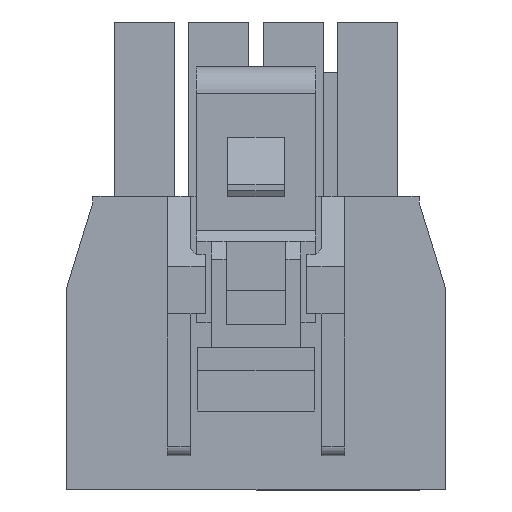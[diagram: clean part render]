
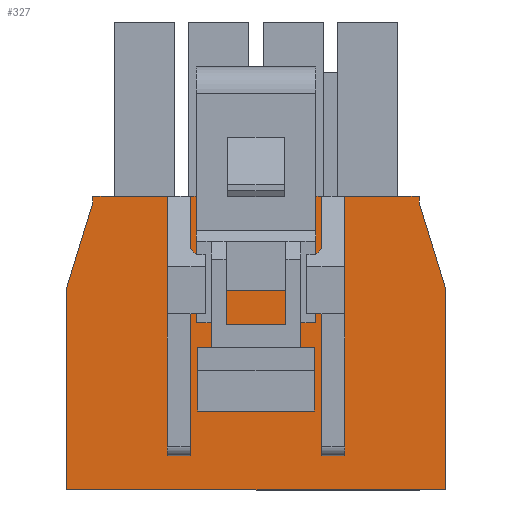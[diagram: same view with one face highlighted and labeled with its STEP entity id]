
A CAD part, front view. The second image highlights one B-rep face of the part: STEP entity #327.
In plain terms, the highlighted planar face has unit normal (0, -1, 0).
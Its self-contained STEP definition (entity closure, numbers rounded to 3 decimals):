
#86=FACE_OUTER_BOUND('',#834,.T.);
#327=ADVANCED_FACE('',(#86),#572,.T.);
#572=PLANE('',#4826);
#834=EDGE_LOOP('',(#1335,#1336,#1337,#1338,#1339,#1340,#1341,#1342,#1343,
#1344,#1345,#1346,#1347,#1348,#1349,#1350,#1351,#1352,#1353,#1354));
#1335=ORIENTED_EDGE('',*,*,#3025,.T.);
#1336=ORIENTED_EDGE('',*,*,#3050,.F.);
#1337=ORIENTED_EDGE('',*,*,#2827,.T.);
#1338=ORIENTED_EDGE('',*,*,#2951,.F.);
#1339=ORIENTED_EDGE('',*,*,#3051,.T.);
#1340=ORIENTED_EDGE('',*,*,#2953,.T.);
#1341=ORIENTED_EDGE('',*,*,#2839,.T.);
#1342=ORIENTED_EDGE('',*,*,#3052,.T.);
#1343=ORIENTED_EDGE('',*,*,#3023,.T.);
#1344=ORIENTED_EDGE('',*,*,#3053,.T.);
#1345=ORIENTED_EDGE('',*,*,#2835,.T.);
#1346=ORIENTED_EDGE('',*,*,#3054,.F.);
#1347=ORIENTED_EDGE('',*,*,#2873,.F.);
#1348=ORIENTED_EDGE('',*,*,#2864,.T.);
#1349=ORIENTED_EDGE('',*,*,#2905,.T.);
#1350=ORIENTED_EDGE('',*,*,#2881,.T.);
#1351=ORIENTED_EDGE('',*,*,#3055,.F.);
#1352=ORIENTED_EDGE('',*,*,#3056,.F.);
#1353=ORIENTED_EDGE('',*,*,#2831,.T.);
#1354=ORIENTED_EDGE('',*,*,#3057,.F.);
#2397=VERTEX_POINT('',#6246);
#2398=VERTEX_POINT('',#6248);
#2401=VERTEX_POINT('',#6254);
#2402=VERTEX_POINT('',#6256);
#2405=VERTEX_POINT('',#6262);
#2406=VERTEX_POINT('',#6264);
#2409=VERTEX_POINT('',#6270);
#2410=VERTEX_POINT('',#6272);
#2432=VERTEX_POINT('',#6321);
#2433=VERTEX_POINT('',#6323);
#2441=VERTEX_POINT('',#6342);
#2448=VERTEX_POINT('',#6357);
#2449=VERTEX_POINT('',#6359);
#2512=VERTEX_POINT('',#6496);
#2513=VERTEX_POINT('',#6501);
#2563=VERTEX_POINT('',#6632);
#2565=VERTEX_POINT('',#6636);
#2566=VERTEX_POINT('',#6640);
#2568=VERTEX_POINT('',#6643);
#2585=VERTEX_POINT('',#6696);
#2827=EDGE_CURVE('',#2398,#2397,#3493,.T.);
#2831=EDGE_CURVE('',#2402,#2401,#3497,.T.);
#2835=EDGE_CURVE('',#2406,#2405,#3501,.T.);
#2839=EDGE_CURVE('',#2410,#2409,#3505,.T.);
#2864=EDGE_CURVE('',#2433,#2432,#3530,.T.);
#2873=EDGE_CURVE('',#2433,#2441,#3539,.T.);
#2881=EDGE_CURVE('',#2449,#2448,#3547,.T.);
#2905=EDGE_CURVE('',#2432,#2449,#3571,.T.);
#2951=EDGE_CURVE('',#2512,#2397,#3614,.T.);
#2953=EDGE_CURVE('',#2513,#2410,#3616,.T.);
#3023=EDGE_CURVE('',#2563,#2565,#3683,.T.);
#3025=EDGE_CURVE('',#2568,#2566,#3685,.T.);
#3050=EDGE_CURVE('',#2398,#2566,#3708,.T.);
#3051=EDGE_CURVE('',#2512,#2513,#3709,.T.);
#3052=EDGE_CURVE('',#2409,#2563,#3710,.T.);
#3053=EDGE_CURVE('',#2565,#2406,#3711,.T.);
#3054=EDGE_CURVE('',#2441,#2405,#3712,.T.);
#3055=EDGE_CURVE('',#2585,#2448,#3713,.T.);
#3056=EDGE_CURVE('',#2402,#2585,#3714,.T.);
#3057=EDGE_CURVE('',#2568,#2401,#3715,.T.);
#3493=LINE('',#6247,#4145);
#3497=LINE('',#6255,#4149);
#3501=LINE('',#6263,#4153);
#3505=LINE('',#6271,#4157);
#3530=LINE('',#6322,#4182);
#3539=LINE('',#6341,#4191);
#3547=LINE('',#6358,#4199);
#3571=LINE('',#6406,#4223);
#3614=LINE('',#6497,#4266);
#3616=LINE('',#6500,#4268);
#3683=LINE('',#6637,#4335);
#3685=LINE('',#6642,#4337);
#3708=LINE('',#6690,#4360);
#3709=LINE('',#6691,#4361);
#3710=LINE('',#6692,#4362);
#3711=LINE('',#6693,#4363);
#3712=LINE('',#6694,#4364);
#3713=LINE('',#6695,#4365);
#3714=LINE('',#6697,#4366);
#3715=LINE('',#6698,#4367);
#4145=VECTOR('',#5060,1.);
#4149=VECTOR('',#5064,1.);
#4153=VECTOR('',#5068,1.);
#4157=VECTOR('',#5072,1.);
#4182=VECTOR('',#5103,1.);
#4191=VECTOR('',#5116,1.);
#4199=VECTOR('',#5126,1.);
#4223=VECTOR('',#5156,1.);
#4266=VECTOR('',#5209,1.);
#4268=VECTOR('',#5213,1.);
#4335=VECTOR('',#5314,1.);
#4337=VECTOR('',#5318,1.);
#4360=VECTOR('',#5357,1.);
#4361=VECTOR('',#5358,1.);
#4362=VECTOR('',#5359,1.);
#4363=VECTOR('',#5360,1.);
#4364=VECTOR('',#5361,1.);
#4365=VECTOR('',#5362,1.);
#4366=VECTOR('',#5363,1.);
#4367=VECTOR('',#5364,1.);
#4826=AXIS2_PLACEMENT_3D('',#6699,#5365,#5366);
#5060=DIRECTION('',(-1.,0.,0.));
#5064=DIRECTION('',(-1.,0.,0.));
#5068=DIRECTION('',(-1.,0.,0.));
#5072=DIRECTION('',(-1.,0.,0.));
#5103=DIRECTION('',(0.,0.,-1.));
#5116=DIRECTION('',(0.294,0.,0.956));
#5126=DIRECTION('',(0.,0.,1.));
#5156=DIRECTION('',(1.,0.,0.));
#5209=DIRECTION('',(0.,0.,-1.));
#5213=DIRECTION('',(0.,0.,-1.));
#5314=DIRECTION('',(-1.,0.,0.));
#5318=DIRECTION('',(-1.,0.,0.));
#5357=DIRECTION('',(0.,0.,-1.));
#5358=DIRECTION('',(-1.,0.,0.));
#5359=DIRECTION('',(0.,0.,-1.));
#5360=DIRECTION('',(0.,0.,1.));
#5361=DIRECTION('',(0.,0.,1.));
#5362=DIRECTION('',(0.294,0.,-0.956));
#5363=DIRECTION('',(0.,0.,-1.));
#5364=DIRECTION('',(0.,0.,1.));
#5365=DIRECTION('',(0.,-1.,0.));
#5366=DIRECTION('',(0.,0.,-1.));
#6246=CARTESIAN_POINT('',(2.,-1.74,9.85));
#6247=CARTESIAN_POINT('',(-2.2,-1.74,9.85));
#6248=CARTESIAN_POINT('',(2.2,-1.74,9.85));
#6254=CARTESIAN_POINT('',(2.97,-1.74,9.85));
#6255=CARTESIAN_POINT('',(6.35,-1.74,9.85));
#6256=CARTESIAN_POINT('',(5.47,-1.74,9.85));
#6262=CARTESIAN_POINT('',(-5.47,-1.74,9.85));
#6263=CARTESIAN_POINT('',(6.35,-1.74,9.85));
#6264=CARTESIAN_POINT('',(-2.97,-1.74,9.85));
#6270=CARTESIAN_POINT('',(-2.2,-1.74,9.85));
#6271=CARTESIAN_POINT('',(-2.2,-1.74,9.85));
#6272=CARTESIAN_POINT('',(-2.,-1.74,9.85));
#6321=CARTESIAN_POINT('',(-6.35,-1.74,0.));
#6322=CARTESIAN_POINT('',(-6.35,-1.74,9.85));
#6323=CARTESIAN_POINT('',(-6.35,-1.74,6.8));
#6341=CARTESIAN_POINT('',(-6.35,-1.74,6.8));
#6342=CARTESIAN_POINT('',(-5.47,-1.74,9.66));
#6357=CARTESIAN_POINT('',(6.35,-1.74,6.8));
#6358=CARTESIAN_POINT('',(6.35,-1.74,0.));
#6359=CARTESIAN_POINT('',(6.35,-1.74,0.));
#6406=CARTESIAN_POINT('',(-6.35,-1.74,0.));
#6496=CARTESIAN_POINT('',(2.,-1.74,12.8));
#6497=CARTESIAN_POINT('',(2.,-1.74,12.8));
#6500=CARTESIAN_POINT('',(-2.,-1.74,12.8));
#6501=CARTESIAN_POINT('',(-2.,-1.74,12.8));
#6632=CARTESIAN_POINT('',(-2.2,-1.74,1.15));
#6636=CARTESIAN_POINT('',(-2.97,-1.74,1.15));
#6637=CARTESIAN_POINT('',(2.97,-1.74,1.15));
#6640=CARTESIAN_POINT('',(2.2,-1.74,1.15));
#6642=CARTESIAN_POINT('',(2.97,-1.74,1.15));
#6643=CARTESIAN_POINT('',(2.97,-1.74,1.15));
#6690=CARTESIAN_POINT('',(2.2,-1.74,10.72));
#6691=CARTESIAN_POINT('',(2.,-1.74,12.8));
#6692=CARTESIAN_POINT('',(-2.2,-1.74,10.72));
#6693=CARTESIAN_POINT('',(-2.97,-1.74,1.15));
#6694=CARTESIAN_POINT('',(-5.47,-1.74,9.66));
#6695=CARTESIAN_POINT('',(5.47,-1.74,9.66));
#6696=CARTESIAN_POINT('',(5.47,-1.74,9.66));
#6697=CARTESIAN_POINT('',(5.47,-1.74,9.85));
#6698=CARTESIAN_POINT('',(2.97,-1.74,1.15));
#6699=CARTESIAN_POINT('',(0.,-1.74,0.));
